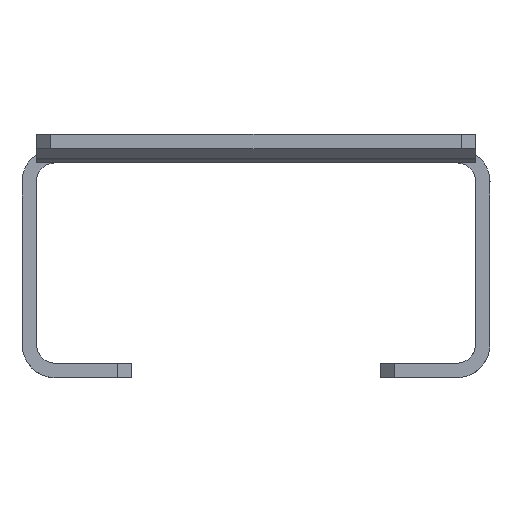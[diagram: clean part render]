
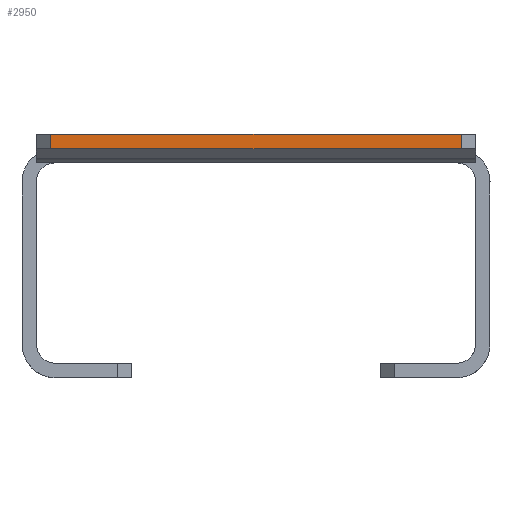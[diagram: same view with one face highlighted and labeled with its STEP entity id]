
A CAD part, left-side view. The second image highlights one B-rep face of the part: STEP entity #2950.
In plain terms, the highlighted planar face has unit normal (-1, 0, 0).
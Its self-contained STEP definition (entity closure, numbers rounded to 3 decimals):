
#2169=B_SPLINE_CURVE_WITH_KNOTS('',1,(#30133,#30134),.UNSPECIFIED.,.F.,
 .F.,(2,2),(0.,1.),.UNSPECIFIED.);
#2170=B_SPLINE_CURVE_WITH_KNOTS('',1,(#30140,#30141),.UNSPECIFIED.,.F.,
 .F.,(2,2),(0.,1.),.UNSPECIFIED.);
#2950=ADVANCED_FACE('F340',(#4447),#3604,.F.);
#3604=PLANE('',#19808);
#4447=FACE_OUTER_BOUND('',#5450,.T.);
#5450=EDGE_LOOP('',(#9566,#9567,#9568,#9569));
#9566=ORIENTED_EDGE('',*,*,#15359,.T.);
#9567=ORIENTED_EDGE('',*,*,#15361,.F.);
#9568=ORIENTED_EDGE('',*,*,#15362,.F.);
#9569=ORIENTED_EDGE('',*,*,#15363,.T.);
#12867=VERTEX_POINT('',#30132);
#12868=VERTEX_POINT('',#30135);
#12869=VERTEX_POINT('',#30139);
#12870=VERTEX_POINT('',#30142);
#15359=EDGE_CURVE('E999',#12868,#12867,#2169,.T.);
#15361=EDGE_CURVE('E396',#12869,#12867,#16903,.T.);
#15362=EDGE_CURVE('E1000',#12870,#12869,#2170,.T.);
#15363=EDGE_CURVE('E320',#12870,#12868,#16904,.T.);
#16903=LINE('',#30138,#18382);
#16904=LINE('',#30143,#18383);
#18382=VECTOR('',#23593,1.);
#18383=VECTOR('',#23594,1.);
#19808=AXIS2_PLACEMENT_3D('',#30144,#23595,#23596);
#23593=DIRECTION('',(0.,-1.,0.));
#23594=DIRECTION('',(0.,-1.,0.));
#23595=DIRECTION('',(1.,0.,0.));
#23596=DIRECTION('',(0.,1.,0.));
#30132=CARTESIAN_POINT('',(168.143,-771.944,-1002.06));
#30133=CARTESIAN_POINT('',(168.143,-771.944,-1003.56));
#30134=CARTESIAN_POINT('',(168.143,-771.944,-1002.06));
#30135=CARTESIAN_POINT('',(168.143,-771.944,-1003.56));
#30138=CARTESIAN_POINT('',(168.143,-750.444,-1002.06));
#30139=CARTESIAN_POINT('',(168.143,-728.944,-1002.06));
#30140=CARTESIAN_POINT('',(168.143,-728.944,-1003.56));
#30141=CARTESIAN_POINT('',(168.143,-728.944,-1002.06));
#30142=CARTESIAN_POINT('',(168.143,-728.944,-1003.56));
#30143=CARTESIAN_POINT('',(168.143,-774.094,-1003.56));
#30144=CARTESIAN_POINT('',(168.143,-774.094,-1003.635));
